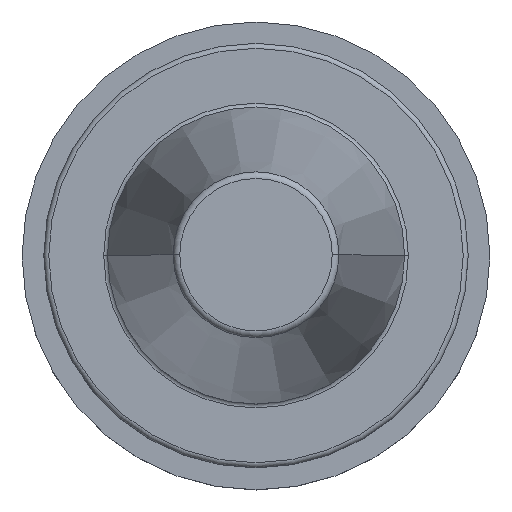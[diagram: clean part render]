
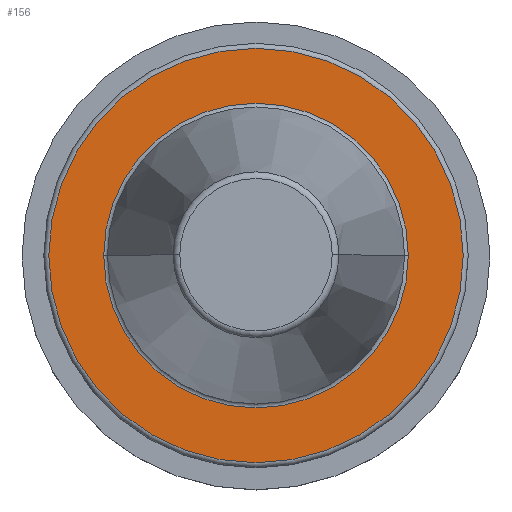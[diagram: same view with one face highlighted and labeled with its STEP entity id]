
A CAD part, top view. The second image highlights one B-rep face of the part: STEP entity #156.
In plain terms, the highlighted planar face has unit normal (0, 0, 1).
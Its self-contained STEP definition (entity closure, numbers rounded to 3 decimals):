
#156=ADVANCED_FACE('',(#188,#189),#178,.F.);
#178=PLANE('',#650);
#188=FACE_BOUND('',#217,.T.);
#189=FACE_BOUND('',#218,.T.);
#217=EDGE_LOOP('',(#316));
#218=EDGE_LOOP('',(#317,#318));
#316=ORIENTED_EDGE('',*,*,#478,.F.);
#317=ORIENTED_EDGE('',*,*,#439,.T.);
#318=ORIENTED_EDGE('',*,*,#441,.T.);
#394=VERTEX_POINT('',#921);
#396=VERTEX_POINT('',#925);
#419=VERTEX_POINT('',#1001);
#439=EDGE_CURVE('',#394,#396,#513,.T.);
#441=EDGE_CURVE('',#396,#394,#515,.T.);
#478=EDGE_CURVE('',#419,#419,#540,.T.);
#513=CIRCLE('',#602,22.79);
#515=CIRCLE('',#605,22.79);
#540=CIRCLE('',#643,31.);
#602=AXIS2_PLACEMENT_3D('',#926,#712,#713);
#605=AXIS2_PLACEMENT_3D('',#929,#718,#719);
#643=AXIS2_PLACEMENT_3D('',#1003,#806,#807);
#650=AXIS2_PLACEMENT_3D('',#1010,#820,#821);
#712=DIRECTION('',(0.,0.,-1.));
#713=DIRECTION('',(-1.,0.,0.));
#718=DIRECTION('',(0.,0.,-1.));
#719=DIRECTION('',(-1.,0.,0.));
#806=DIRECTION('',(0.,0.,-1.));
#807=DIRECTION('',(-1.,0.,0.));
#820=DIRECTION('',(0.,0.,-1.));
#821=DIRECTION('',(1.,0.,0.));
#921=CARTESIAN_POINT('',(-22.79,0.,-3.2));
#925=CARTESIAN_POINT('',(22.79,0.,-3.2));
#926=CARTESIAN_POINT('',(0.,0.,-3.2));
#929=CARTESIAN_POINT('',(0.,0.,-3.2));
#1001=CARTESIAN_POINT('',(-31.,0.,-3.2));
#1003=CARTESIAN_POINT('',(0.,0.,-3.2));
#1010=CARTESIAN_POINT('',(0.,22.79,-3.2));
